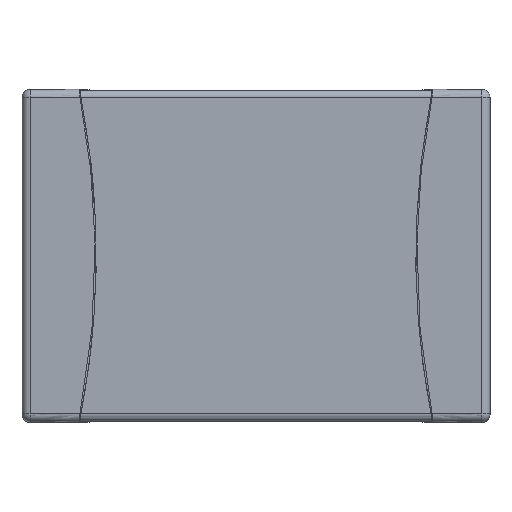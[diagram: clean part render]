
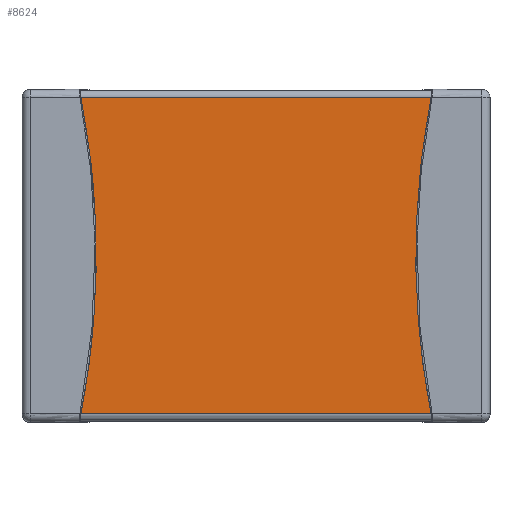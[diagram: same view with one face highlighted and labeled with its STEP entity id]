
A CAD part, top view. The second image highlights one B-rep face of the part: STEP entity #8624.
In plain terms, the highlighted planar face has unit normal (0, 0, 1).
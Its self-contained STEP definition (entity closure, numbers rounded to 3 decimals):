
#8049 = EDGE_CURVE('',#8050,#8052,#8054,.T.);
#8050 = VERTEX_POINT('',#8051);
#8051 = CARTESIAN_POINT('',(-2.15,-1.52,2.));
#8052 = VERTEX_POINT('',#8053);
#8053 = CARTESIAN_POINT('',(2.15,-1.52,2.));
#8054 = SURFACE_CURVE('',#8055,(#8059,#8071),.PCURVE_S1.);
#8055 = LINE('',#8056,#8057);
#8056 = CARTESIAN_POINT('',(-2.15,-1.52,2.));
#8057 = VECTOR('',#8058,1.);
#8058 = DIRECTION('',(1.,0.,0.));
#8059 = PCURVE('',#8060,#8065);
#8060 = CYLINDRICAL_SURFACE('',#8061,0.07);
#8061 = AXIS2_PLACEMENT_3D('',#8062,#8063,#8064);
#8062 = CARTESIAN_POINT('',(-2.15,-1.52,1.93));
#8063 = DIRECTION('',(-1.,0.,0.));
#8064 = DIRECTION('',(0.,1.,0.));
#8065 = DEFINITIONAL_REPRESENTATION('',(#8066),#8070);
#8066 = LINE('',#8067,#8068);
#8067 = CARTESIAN_POINT('',(-1.571,0.));
#8068 = VECTOR('',#8069,1.);
#8069 = DIRECTION('',(-0.,-1.));
#8070 = ( GEOMETRIC_REPRESENTATION_CONTEXT(2) 
PARAMETRIC_REPRESENTATION_CONTEXT() REPRESENTATION_CONTEXT('2D SPACE',''
  ) );
#8071 = PCURVE('',#8072,#8077);
#8072 = PLANE('',#8073);
#8073 = AXIS2_PLACEMENT_3D('',#8074,#8075,#8076);
#8074 = CARTESIAN_POINT('',(-2.15,-1.52,2.));
#8075 = DIRECTION('',(0.,0.,1.));
#8076 = DIRECTION('',(0.,1.,0.));
#8077 = DEFINITIONAL_REPRESENTATION('',(#8078),#8082);
#8078 = LINE('',#8079,#8080);
#8079 = CARTESIAN_POINT('',(0.,0.));
#8080 = VECTOR('',#8081,1.);
#8081 = DIRECTION('',(0.,-1.));
#8082 = ( GEOMETRIC_REPRESENTATION_CONTEXT(2) 
PARAMETRIC_REPRESENTATION_CONTEXT() REPRESENTATION_CONTEXT('2D SPACE',''
  ) );
#8101 = PLANE('',#8102);
#8102 = AXIS2_PLACEMENT_3D('',#8103,#8104,#8105);
#8103 = CARTESIAN_POINT('',(2.15,0.,1.01));
#8104 = DIRECTION('',(1.,0.,0.));
#8105 = DIRECTION('',(0.,0.,1.));
#8156 = PLANE('',#8157);
#8157 = AXIS2_PLACEMENT_3D('',#8158,#8159,#8160);
#8158 = CARTESIAN_POINT('',(-2.15,0.,1.01));
#8159 = DIRECTION('',(1.,0.,0.));
#8160 = DIRECTION('',(0.,0.,1.));
#8497 = CYLINDRICAL_SURFACE('',#8498,0.07);
#8498 = AXIS2_PLACEMENT_3D('',#8499,#8500,#8501);
#8499 = CARTESIAN_POINT('',(-2.15,1.52,1.93));
#8500 = DIRECTION('',(-1.,0.,0.));
#8501 = DIRECTION('',(0.,1.,0.));
#8557 = VERTEX_POINT('',#8558);
#8558 = CARTESIAN_POINT('',(2.15,1.52,2.));
#8580 = EDGE_CURVE('',#8581,#8557,#8583,.T.);
#8581 = VERTEX_POINT('',#8582);
#8582 = CARTESIAN_POINT('',(-2.15,1.52,2.));
#8583 = SURFACE_CURVE('',#8584,(#8588,#8595),.PCURVE_S1.);
#8584 = LINE('',#8585,#8586);
#8585 = CARTESIAN_POINT('',(-2.15,1.52,2.));
#8586 = VECTOR('',#8587,1.);
#8587 = DIRECTION('',(1.,0.,0.));
#8588 = PCURVE('',#8497,#8589);
#8589 = DEFINITIONAL_REPRESENTATION('',(#8590),#8594);
#8590 = LINE('',#8591,#8592);
#8591 = CARTESIAN_POINT('',(-1.571,0.));
#8592 = VECTOR('',#8593,1.);
#8593 = DIRECTION('',(-0.,-1.));
#8594 = ( GEOMETRIC_REPRESENTATION_CONTEXT(2) 
PARAMETRIC_REPRESENTATION_CONTEXT() REPRESENTATION_CONTEXT('2D SPACE',''
  ) );
#8595 = PCURVE('',#8072,#8596);
#8596 = DEFINITIONAL_REPRESENTATION('',(#8597),#8601);
#8597 = LINE('',#8598,#8599);
#8598 = CARTESIAN_POINT('',(3.04,0.));
#8599 = VECTOR('',#8600,1.);
#8600 = DIRECTION('',(0.,-1.));
#8601 = ( GEOMETRIC_REPRESENTATION_CONTEXT(2) 
PARAMETRIC_REPRESENTATION_CONTEXT() REPRESENTATION_CONTEXT('2D SPACE',''
  ) );
#8624 = ADVANCED_FACE('',(#8625),#8072,.T.);
#8625 = FACE_BOUND('',#8626,.T.);
#8626 = EDGE_LOOP('',(#8627,#8628,#8649,#8650));
#8627 = ORIENTED_EDGE('',*,*,#8049,.T.);
#8628 = ORIENTED_EDGE('',*,*,#8629,.T.);
#8629 = EDGE_CURVE('',#8052,#8557,#8630,.T.);
#8630 = SURFACE_CURVE('',#8631,(#8635,#8642),.PCURVE_S1.);
#8631 = LINE('',#8632,#8633);
#8632 = CARTESIAN_POINT('',(2.15,-1.52,2.));
#8633 = VECTOR('',#8634,1.);
#8634 = DIRECTION('',(0.,1.,0.));
#8635 = PCURVE('',#8072,#8636);
#8636 = DEFINITIONAL_REPRESENTATION('',(#8637),#8641);
#8637 = LINE('',#8638,#8639);
#8638 = CARTESIAN_POINT('',(0.,-4.3));
#8639 = VECTOR('',#8640,1.);
#8640 = DIRECTION('',(1.,0.));
#8641 = ( GEOMETRIC_REPRESENTATION_CONTEXT(2) 
PARAMETRIC_REPRESENTATION_CONTEXT() REPRESENTATION_CONTEXT('2D SPACE',''
  ) );
#8642 = PCURVE('',#8101,#8643);
#8643 = DEFINITIONAL_REPRESENTATION('',(#8644),#8648);
#8644 = LINE('',#8645,#8646);
#8645 = CARTESIAN_POINT('',(0.99,1.52));
#8646 = VECTOR('',#8647,1.);
#8647 = DIRECTION('',(0.,-1.));
#8648 = ( GEOMETRIC_REPRESENTATION_CONTEXT(2) 
PARAMETRIC_REPRESENTATION_CONTEXT() REPRESENTATION_CONTEXT('2D SPACE',''
  ) );
#8649 = ORIENTED_EDGE('',*,*,#8580,.F.);
#8650 = ORIENTED_EDGE('',*,*,#8651,.F.);
#8651 = EDGE_CURVE('',#8050,#8581,#8652,.T.);
#8652 = SURFACE_CURVE('',#8653,(#8657,#8664),.PCURVE_S1.);
#8653 = LINE('',#8654,#8655);
#8654 = CARTESIAN_POINT('',(-2.15,-1.52,2.));
#8655 = VECTOR('',#8656,1.);
#8656 = DIRECTION('',(0.,1.,0.));
#8657 = PCURVE('',#8072,#8658);
#8658 = DEFINITIONAL_REPRESENTATION('',(#8659),#8663);
#8659 = LINE('',#8660,#8661);
#8660 = CARTESIAN_POINT('',(0.,0.));
#8661 = VECTOR('',#8662,1.);
#8662 = DIRECTION('',(1.,0.));
#8663 = ( GEOMETRIC_REPRESENTATION_CONTEXT(2) 
PARAMETRIC_REPRESENTATION_CONTEXT() REPRESENTATION_CONTEXT('2D SPACE',''
  ) );
#8664 = PCURVE('',#8156,#8665);
#8665 = DEFINITIONAL_REPRESENTATION('',(#8666),#8670);
#8666 = LINE('',#8667,#8668);
#8667 = CARTESIAN_POINT('',(0.99,1.52));
#8668 = VECTOR('',#8669,1.);
#8669 = DIRECTION('',(0.,-1.));
#8670 = ( GEOMETRIC_REPRESENTATION_CONTEXT(2) 
PARAMETRIC_REPRESENTATION_CONTEXT() REPRESENTATION_CONTEXT('2D SPACE',''
  ) );
